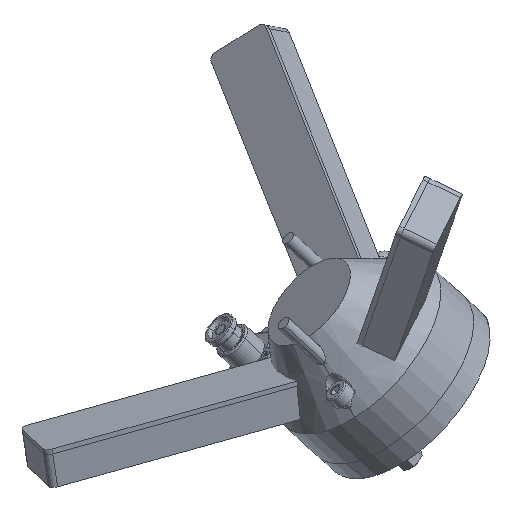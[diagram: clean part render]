
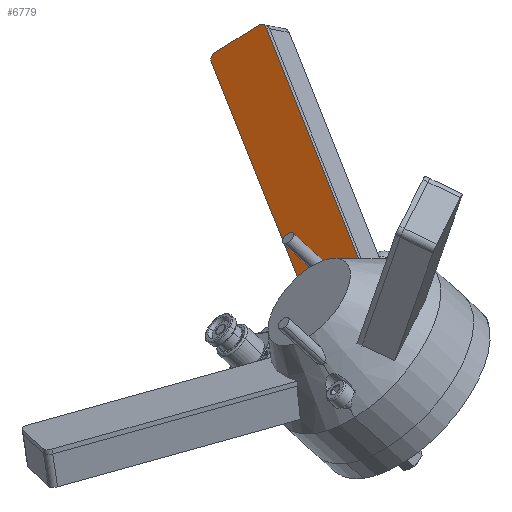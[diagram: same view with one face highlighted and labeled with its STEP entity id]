
A CAD part, top view. The second image highlights one B-rep face of the part: STEP entity #6779.
In plain terms, the highlighted face is planar.
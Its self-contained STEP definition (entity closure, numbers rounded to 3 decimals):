
#1316 = CARTESIAN_POINT ( 'NONE',  ( -92.952, 24.166, 0. ) ) ;
#1572 = DIRECTION ( 'NONE',  ( 0., -1., 0. ) ) ;
#1576 = ORIENTED_EDGE ( 'NONE', *, *, #14124, .F. ) ;
#1769 = AXIS2_PLACEMENT_3D ( 'NONE', #15109, #7399, #24413 ) ;
#1848 = LINE ( 'NONE', #22582, #23572 ) ;
#1906 = VERTEX_POINT ( 'NONE', #19321 ) ;
#1994 = VECTOR ( 'NONE', #1572, 1000. ) ;
#2518 = AXIS2_PLACEMENT_3D ( 'NONE', #15659, #13911, #21856 ) ;
#3043 = DIRECTION ( 'NONE',  ( 0., 1., 0. ) ) ;
#3285 = LINE ( 'NONE', #9019, #1994 ) ;
#3340 = EDGE_CURVE ( 'NONE', #5389, #17005, #18357, .T. ) ;
#3480 = ORIENTED_EDGE ( 'NONE', *, *, #3340, .F. ) ;
#3527 = PLANE ( 'NONE',  #1769 ) ;
#4785 = ORIENTED_EDGE ( 'NONE', *, *, #6976, .F. ) ;
#4848 = VECTOR ( 'NONE', #3043, 1000. ) ;
#5271 = DIRECTION ( 'NONE',  ( -1., 0., 0. ) ) ;
#5281 = FACE_OUTER_BOUND ( 'NONE', #17846, .T. ) ;
#5389 = VERTEX_POINT ( 'NONE', #7055 ) ;
#5424 = DIRECTION ( 'NONE',  ( 1., 0., 0. ) ) ;
#5860 = ORIENTED_EDGE ( 'NONE', *, *, #9731, .F. ) ;
#6463 = DIRECTION ( 'NONE',  ( -1., 0., 0. ) ) ;
#6472 = EDGE_CURVE ( 'NONE', #17005, #11332, #1848, .T. ) ;
#6655 = CARTESIAN_POINT ( 'NONE',  ( -14.952, 44.166, 0. ) ) ;
#6779 = ADVANCED_FACE ( 'NONE', ( #5281 ), #3527, .T. ) ;
#6916 = VECTOR ( 'NONE', #5271, 1000. ) ;
#6976 = EDGE_CURVE ( 'NONE', #11332, #1906, #8517, .T. ) ;
#7055 = CARTESIAN_POINT ( 'NONE',  ( -94.952, 26.166, 0. ) ) ;
#7399 = DIRECTION ( 'NONE',  ( 0., 0., -1. ) ) ;
#7701 = ORIENTED_EDGE ( 'NONE', *, *, #18123, .F. ) ;
#8319 = CARTESIAN_POINT ( 'NONE',  ( -92.952, 26.166, 0. ) ) ;
#8517 = LINE ( 'NONE', #6655, #4848 ) ;
#9019 = CARTESIAN_POINT ( 'NONE',  ( -94.952, 42.166, 0. ) ) ;
#9731 = EDGE_CURVE ( 'NONE', #12129, #15331, #18056, .T. ) ;
#11332 = VERTEX_POINT ( 'NONE', #24497 ) ;
#12129 = VERTEX_POINT ( 'NONE', #23656 ) ;
#13281 = CARTESIAN_POINT ( 'NONE',  ( -94.952, 42.166, 0. ) ) ;
#13911 = DIRECTION ( 'NONE',  ( 0., 0., 1. ) ) ;
#13992 = AXIS2_PLACEMENT_3D ( 'NONE', #8319, #23470, #6463 ) ;
#14124 = EDGE_CURVE ( 'NONE', #15331, #5389, #3285, .T. ) ;
#15109 = CARTESIAN_POINT ( 'NONE',  ( -92.952, 26.166, 0. ) ) ;
#15331 = VERTEX_POINT ( 'NONE', #13281 ) ;
#15659 = CARTESIAN_POINT ( 'NONE',  ( -92.952, 42.166, 0. ) ) ;
#16736 = CARTESIAN_POINT ( 'NONE',  ( -92.952, 44.166, 0. ) ) ;
#17005 = VERTEX_POINT ( 'NONE', #1316 ) ;
#17465 = ORIENTED_EDGE ( 'NONE', *, *, #6472, .F. ) ;
#17846 = EDGE_LOOP ( 'NONE', ( #4785, #17465, #3480, #1576, #5860, #7701 ) ) ;
#18056 = CIRCLE ( 'NONE', #2518, 2. ) ;
#18123 = EDGE_CURVE ( 'NONE', #1906, #12129, #22310, .T. ) ;
#18357 = CIRCLE ( 'NONE', #13992, 2. ) ;
#19321 = CARTESIAN_POINT ( 'NONE',  ( -14.952, 44.166, 0. ) ) ;
#21856 = DIRECTION ( 'NONE',  ( 1., 0., 0. ) ) ;
#22310 = LINE ( 'NONE', #16736, #6916 ) ;
#22582 = CARTESIAN_POINT ( 'NONE',  ( -92.952, 24.166, 0. ) ) ;
#23470 = DIRECTION ( 'NONE',  ( 0., 0., 1. ) ) ;
#23572 = VECTOR ( 'NONE', #5424, 1000. ) ;
#23656 = CARTESIAN_POINT ( 'NONE',  ( -92.952, 44.166, 0. ) ) ;
#24413 = DIRECTION ( 'NONE',  ( -1., 0., 0. ) ) ;
#24497 = CARTESIAN_POINT ( 'NONE',  ( -14.952, 24.166, 0. ) ) ;
